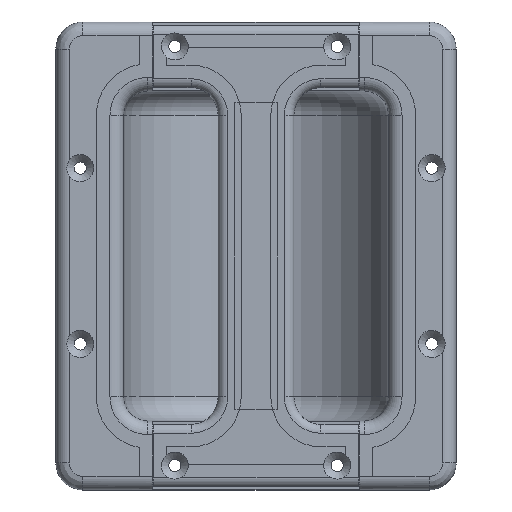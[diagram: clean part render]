
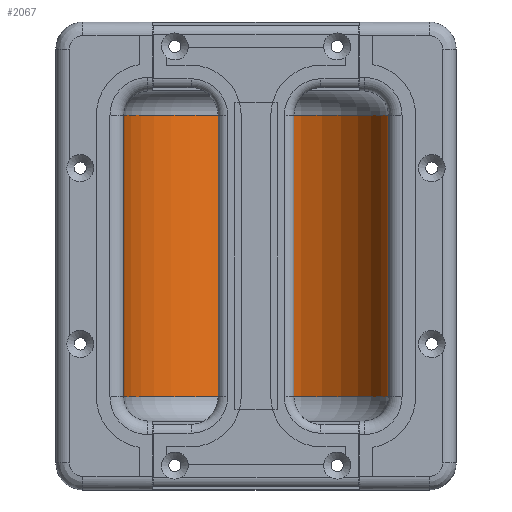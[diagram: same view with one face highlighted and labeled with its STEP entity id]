
A CAD part, front view. The second image highlights one B-rep face of the part: STEP entity #2067.
In plain terms, the highlighted cylindrical face has radius 49 mm (diameter 98 mm), a partial arc.
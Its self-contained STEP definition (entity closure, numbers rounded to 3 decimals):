
#113=CYLINDRICAL_SURFACE('',#2245,49.);
#218=FACE_OUTER_BOUND('',#347,.T.);
#347=EDGE_LOOP('',(#1571,#1572,#1573,#1574));
#506=CIRCLE('',#2244,49.);
#507=CIRCLE('',#2246,49.);
#642=LINE('',#3348,#758);
#644=LINE('',#3362,#760);
#758=VECTOR('',#2623,104.);
#760=VECTOR('',#2641,104.);
#909=VERTEX_POINT('',#3342);
#910=VERTEX_POINT('',#3346);
#911=VERTEX_POINT('',#3352);
#913=VERTEX_POINT('',#3358);
#1146=EDGE_CURVE('',#909,#910,#642,.T.);
#1153=EDGE_CURVE('',#911,#913,#644,.T.);
#1164=EDGE_CURVE('',#911,#910,#506,.T.);
#1165=EDGE_CURVE('',#909,#913,#507,.T.);
#1571=ORIENTED_EDGE('',*,*,#1153,.F.);
#1572=ORIENTED_EDGE('',*,*,#1164,.T.);
#1573=ORIENTED_EDGE('',*,*,#1146,.F.);
#1574=ORIENTED_EDGE('',*,*,#1165,.T.);
#2067=ADVANCED_FACE('',(#218),#113,.F.);
#2244=AXIS2_PLACEMENT_3D('',#3416,#2670,#2671);
#2245=AXIS2_PLACEMENT_3D('',#3417,#2672,#2673);
#2246=AXIS2_PLACEMENT_3D('',#3418,#2674,#2675);
#2623=DIRECTION('',(0.,0.,-1.));
#2641=DIRECTION('',(0.,0.,1.));
#2670=DIRECTION('center_axis',(0.,0.,-1.));
#2671=DIRECTION('ref_axis',(0.,1.,0.));
#2672=DIRECTION('center_axis',(0.,0.,1.));
#2673=DIRECTION('ref_axis',(1.,0.,0.));
#2674=DIRECTION('center_axis',(0.,0.,1.));
#2675=DIRECTION('ref_axis',(0.,1.,0.));
#3342=CARTESIAN_POINT('',(49.,5.,52.));
#3346=CARTESIAN_POINT('',(49.,5.,-52.));
#3348=CARTESIAN_POINT('',(49.,5.,0.));
#3352=CARTESIAN_POINT('',(-49.,5.,-52.));
#3358=CARTESIAN_POINT('',(-49.,5.,52.));
#3362=CARTESIAN_POINT('',(-49.,5.,0.));
#3416=CARTESIAN_POINT('Origin',(0.,5.,-52.));
#3417=CARTESIAN_POINT('Origin',(0.,5.,0.));
#3418=CARTESIAN_POINT('Origin',(0.,5.,52.));
